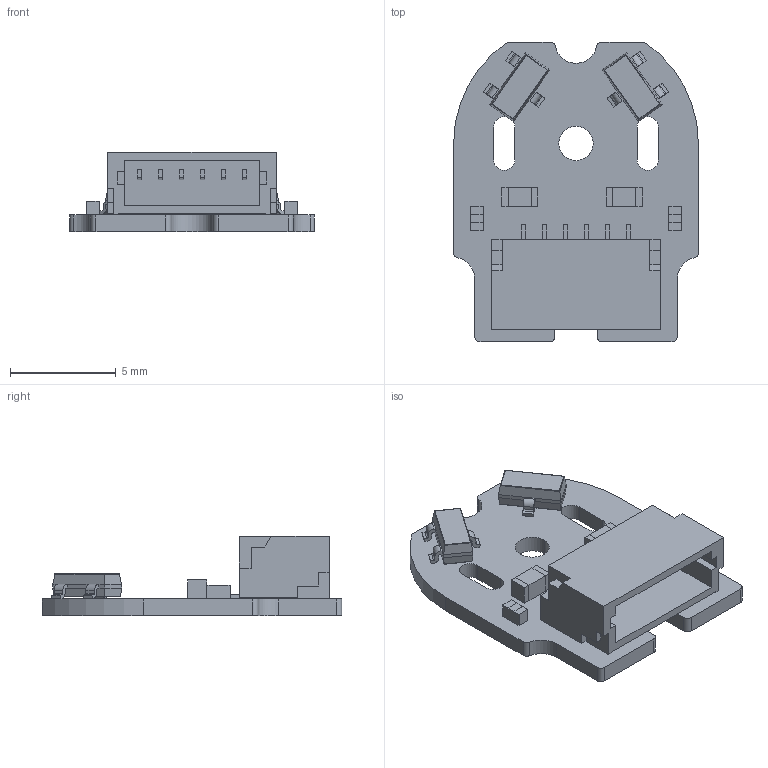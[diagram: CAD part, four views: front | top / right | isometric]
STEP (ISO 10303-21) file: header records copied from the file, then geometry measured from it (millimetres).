
FILE_DESCRIPTION (( 'STEP AP214' ), '1' );
FILE_NAME ('magnetic-encoder-with-side-entry-connector-for-micro-metal-gearmotors.step', '2019-10-23T20:38:02', ( '' ), ( '' ), 'SwSTEP 2.0', 'SolidWorks 2016', '' );
FILE_SCHEMA (( 'AUTOMOTIVE_DESIGN' ));
Length unit declared in the file: millimetre
Products named in the file (1): magnetic-encoder-with-side-entry-connector-for-micro-metal-gearmotors
Bounding box: 11.6 x 14.2 x 3.75 mm (x, y, z)
Volume: 177.2 mm3; surface area: 591.6 mm2
Topology: 1 solids, 1 shells, 659 faces, 1781 edges, 1166 vertices
Faces by surface type: plane 438, bspline 161, cylinder 60
Entity records: 33440 total; most frequent: CARTESIAN_POINT 10664, ORIENTED_EDGE 3562, DIRECTION 2517, EDGE_CURVE 1781, LINE 1343, VECTOR 1343, VERTEX_POINT 1166, EDGE_LOOP 725
